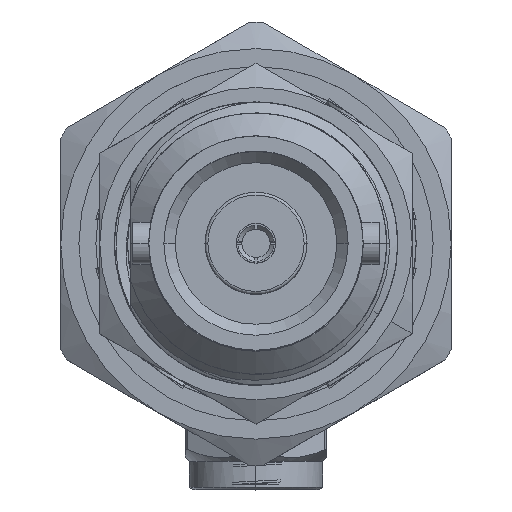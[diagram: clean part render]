
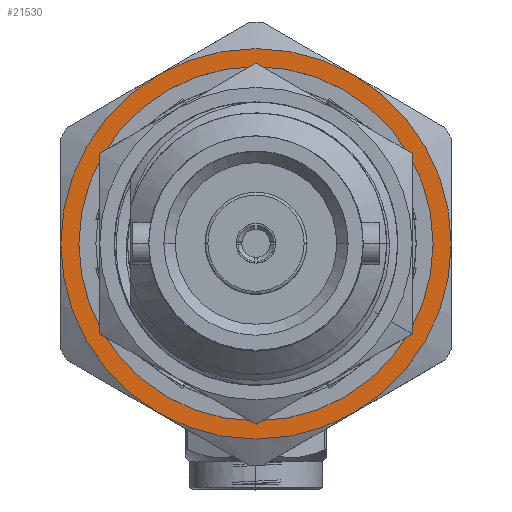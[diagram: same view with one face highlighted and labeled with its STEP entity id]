
A CAD part, top view. The second image highlights one B-rep face of the part: STEP entity #21530.
In plain terms, the highlighted face is planar.
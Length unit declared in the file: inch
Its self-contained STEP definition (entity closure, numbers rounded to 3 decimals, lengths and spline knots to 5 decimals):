
#443 = CARTESIAN_POINT ( 'NONE',  ( 0.75888, 0., 0. ) ) ;
#520 = AXIS2_PLACEMENT_3D ( 'NONE', #20050, #12833, #7601 ) ;
#610 = DIRECTION ( 'NONE',  ( -1., 0., 0. ) ) ;
#821 = AXIS2_PLACEMENT_3D ( 'NONE', #443, #17882, #5788 ) ;
#880 = CARTESIAN_POINT ( 'NONE',  ( 0.75888, 0., -0.34449 ) ) ;
#1003 = CARTESIAN_POINT ( 'NONE',  ( 0.75888, 0., 0. ) ) ;
#1444 = VERTEX_POINT ( 'NONE', #1529 ) ;
#1529 = CARTESIAN_POINT ( 'NONE',  ( 0.75888, 0.29834, 0.17224 ) ) ;
#1623 = CIRCLE ( 'NONE', #22080, 0.34449 ) ;
#2537 = CARTESIAN_POINT ( 'NONE',  ( 0.75888, -0.29834, -0.17224 ) ) ;
#3162 = ORIENTED_EDGE ( 'NONE', *, *, #7944, .T. ) ;
#3397 = PLANE ( 'NONE',  #8593 ) ;
#3507 = FACE_BOUND ( 'NONE', #6388, .T. ) ;
#4287 = AXIS2_PLACEMENT_3D ( 'NONE', #15460, #4766, #20692 ) ;
#4338 = CARTESIAN_POINT ( 'NONE',  ( 0.75888, 0., 0. ) ) ;
#4766 = DIRECTION ( 'NONE',  ( -1., 0., 0. ) ) ;
#5072 = DIRECTION ( 'NONE',  ( 0., 0., 1. ) ) ;
#5328 = CIRCLE ( 'NONE', #7179, 0.34449 ) ;
#5564 = VERTEX_POINT ( 'NONE', #12191 ) ;
#5788 = DIRECTION ( 'NONE',  ( 0., 0., -1. ) ) ;
#6201 = CARTESIAN_POINT ( 'NONE',  ( 0.75888, 0., 0.31065 ) ) ;
#6243 = DIRECTION ( 'NONE',  ( 1., 0., 0. ) ) ;
#6388 = EDGE_LOOP ( 'NONE', ( #13339, #16209 ) ) ;
#6686 = EDGE_CURVE ( 'NONE', #15514, #1444, #11340, .T. ) ;
#7179 = AXIS2_PLACEMENT_3D ( 'NONE', #4338, #610, #16997 ) ;
#7194 = ORIENTED_EDGE ( 'NONE', *, *, #15859, .T. ) ;
#7452 = DIRECTION ( 'NONE',  ( 0., 0., 1. ) ) ;
#7590 = DIRECTION ( 'NONE',  ( -1., 0., 0. ) ) ;
#7601 = DIRECTION ( 'NONE',  ( 0., 0., 1. ) ) ;
#7720 = CARTESIAN_POINT ( 'NONE',  ( 0.75888, 0., 0. ) ) ;
#7944 = EDGE_CURVE ( 'NONE', #15307, #5564, #11897, .T. ) ;
#7989 = DIRECTION ( 'NONE',  ( 0., 0., -1. ) ) ;
#8593 = AXIS2_PLACEMENT_3D ( 'NONE', #12567, #17575, #7452 ) ;
#8888 = VERTEX_POINT ( 'NONE', #6201 ) ;
#9253 = AXIS2_PLACEMENT_3D ( 'NONE', #10848, #7590, #10973 ) ;
#9447 = CIRCLE ( 'NONE', #520, 0.34449 ) ;
#9666 = EDGE_LOOP ( 'NONE', ( #10765, #7194, #20621, #23021, #3162, #17647 ) ) ;
#10765 = ORIENTED_EDGE ( 'NONE', *, *, #6686, .T. ) ;
#10841 = CIRCLE ( 'NONE', #821, 0.31065 ) ;
#10848 = CARTESIAN_POINT ( 'NONE',  ( 0.75888, 0., 0. ) ) ;
#10973 = DIRECTION ( 'NONE',  ( 0., 0., 1. ) ) ;
#11215 = DIRECTION ( 'NONE',  ( 0., 0., 1. ) ) ;
#11227 = CARTESIAN_POINT ( 'NONE',  ( 0.75888, 0., 0.34449 ) ) ;
#11335 = DIRECTION ( 'NONE',  ( -1., 0., 0. ) ) ;
#11340 = CIRCLE ( 'NONE', #4287, 0.34449 ) ;
#11897 = CIRCLE ( 'NONE', #19702, 0.34449 ) ;
#12191 = CARTESIAN_POINT ( 'NONE',  ( 0.75888, -0.29834, 0.17224 ) ) ;
#12567 = CARTESIAN_POINT ( 'NONE',  ( 0.75888, 0.31065, 0. ) ) ;
#12762 = EDGE_CURVE ( 'NONE', #5564, #15514, #1623, .T. ) ;
#12833 = DIRECTION ( 'NONE',  ( -1., 0., 0. ) ) ;
#12926 = EDGE_CURVE ( 'NONE', #20059, #15307, #9447, .T. ) ;
#13305 = VERTEX_POINT ( 'NONE', #13434 ) ;
#13339 = ORIENTED_EDGE ( 'NONE', *, *, #21835, .T. ) ;
#13434 = CARTESIAN_POINT ( 'NONE',  ( 0.75888, 0., -0.31065 ) ) ;
#14038 = AXIS2_PLACEMENT_3D ( 'NONE', #1003, #6243, #7989 ) ;
#15307 = VERTEX_POINT ( 'NONE', #2537 ) ;
#15460 = CARTESIAN_POINT ( 'NONE',  ( 0.75888, 0., 0. ) ) ;
#15514 = VERTEX_POINT ( 'NONE', #11227 ) ;
#15859 = EDGE_CURVE ( 'NONE', #1444, #18450, #5328, .T. ) ;
#15870 = CARTESIAN_POINT ( 'NONE',  ( 0.75888, 0., 0. ) ) ;
#16209 = ORIENTED_EDGE ( 'NONE', *, *, #17410, .T. ) ;
#16997 = DIRECTION ( 'NONE',  ( 0., 0., 1. ) ) ;
#17410 = EDGE_CURVE ( 'NONE', #8888, #13305, #19993, .T. ) ;
#17575 = DIRECTION ( 'NONE',  ( -1., 0., 0. ) ) ;
#17647 = ORIENTED_EDGE ( 'NONE', *, *, #12762, .T. ) ;
#17770 = CIRCLE ( 'NONE', #9253, 0.34449 ) ;
#17882 = DIRECTION ( 'NONE',  ( 1., 0., 0. ) ) ;
#18055 = CARTESIAN_POINT ( 'NONE',  ( 0.75888, 0.29834, -0.17224 ) ) ;
#18428 = EDGE_CURVE ( 'NONE', #18450, #20059, #17770, .T. ) ;
#18450 = VERTEX_POINT ( 'NONE', #18055 ) ;
#19547 = FACE_OUTER_BOUND ( 'NONE', #9666, .T. ) ;
#19702 = AXIS2_PLACEMENT_3D ( 'NONE', #15870, #21016, #5072 ) ;
#19993 = CIRCLE ( 'NONE', #14038, 0.31065 ) ;
#20050 = CARTESIAN_POINT ( 'NONE',  ( 0.75888, 0., 0. ) ) ;
#20059 = VERTEX_POINT ( 'NONE', #880 ) ;
#20621 = ORIENTED_EDGE ( 'NONE', *, *, #18428, .T. ) ;
#20692 = DIRECTION ( 'NONE',  ( 0., 0., 1. ) ) ;
#21016 = DIRECTION ( 'NONE',  ( -1., 0., 0. ) ) ;
#21530 = ADVANCED_FACE ( 'NONE', ( #3507, #19547 ), #3397, .T. ) ;
#21835 = EDGE_CURVE ( 'NONE', #13305, #8888, #10841, .T. ) ;
#22080 = AXIS2_PLACEMENT_3D ( 'NONE', #7720, #11335, #11215 ) ;
#23021 = ORIENTED_EDGE ( 'NONE', *, *, #12926, .T. ) ;
